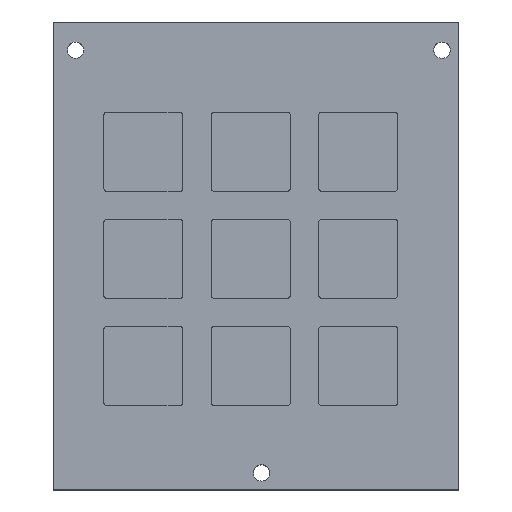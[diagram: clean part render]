
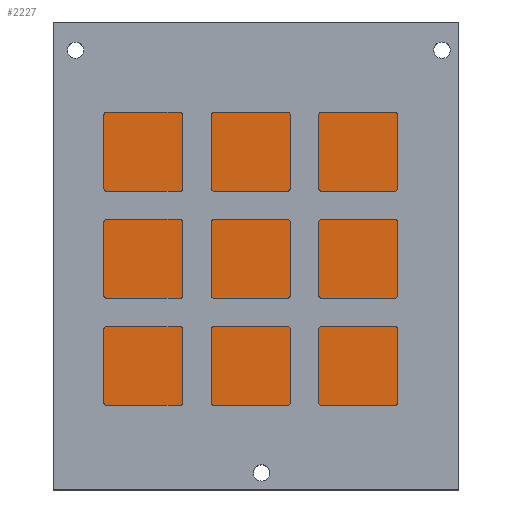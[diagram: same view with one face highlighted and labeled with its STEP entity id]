
A CAD part, top view. The second image highlights one B-rep face of the part: STEP entity #2227.
In plain terms, the highlighted planar face has unit normal (0, 0, 1).
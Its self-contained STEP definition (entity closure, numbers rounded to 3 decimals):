
#107=PLANE('',#2436);
#217=FACE_OUTER_BOUND('',#357,.T.);
#357=EDGE_LOOP('',(#2047,#2048,#2049,#2050,#2051,#2052));
#553=LINE('',#3618,#787);
#587=LINE('',#3685,#821);
#590=LINE('',#3691,#824);
#591=LINE('',#3693,#825);
#592=LINE('',#3695,#826);
#593=LINE('',#3696,#827);
#787=VECTOR('',#2986,10.);
#821=VECTOR('',#3038,10.);
#824=VECTOR('',#3045,10.);
#825=VECTOR('',#3046,10.);
#826=VECTOR('',#3047,10.);
#827=VECTOR('',#3048,10.);
#1100=VERTEX_POINT('',#3615);
#1101=VERTEX_POINT('',#3617);
#1125=VERTEX_POINT('',#3684);
#1126=VERTEX_POINT('',#3690);
#1127=VERTEX_POINT('',#3692);
#1128=VERTEX_POINT('',#3694);
#1401=EDGE_CURVE('',#1101,#1100,#553,.T.);
#1435=EDGE_CURVE('',#1125,#1101,#587,.T.);
#1438=EDGE_CURVE('',#1100,#1126,#590,.T.);
#1439=EDGE_CURVE('',#1126,#1127,#591,.T.);
#1440=EDGE_CURVE('',#1127,#1128,#592,.T.);
#1441=EDGE_CURVE('',#1128,#1125,#593,.T.);
#2047=ORIENTED_EDGE('',*,*,#1435,.T.);
#2048=ORIENTED_EDGE('',*,*,#1401,.T.);
#2049=ORIENTED_EDGE('',*,*,#1438,.T.);
#2050=ORIENTED_EDGE('',*,*,#1439,.T.);
#2051=ORIENTED_EDGE('',*,*,#1440,.T.);
#2052=ORIENTED_EDGE('',*,*,#1441,.T.);
#2227=ADVANCED_FACE('',(#217),#107,.T.);
#2436=AXIS2_PLACEMENT_3D('',#3689,#3043,#3044);
#2986=DIRECTION('',(-1.,0.,0.));
#3038=DIRECTION('',(0.,-1.,0.));
#3043=DIRECTION('center_axis',(0.,0.,1.));
#3044=DIRECTION('ref_axis',(1.,0.,0.));
#3045=DIRECTION('',(0.,-1.,0.));
#3046=DIRECTION('',(1.,0.,0.));
#3047=DIRECTION('',(0.,1.,0.));
#3048=DIRECTION('',(-1.,0.,0.));
#3615=CARTESIAN_POINT('',(-88.,240.523,3.));
#3617=CARTESIAN_POINT('',(-84.326,240.523,3.));
#3618=CARTESIAN_POINT('',(-70.163,240.523,3.));
#3684=CARTESIAN_POINT('',(-84.326,242.001,3.));
#3685=CARTESIAN_POINT('',(-84.326,229.25,3.));
#3689=CARTESIAN_POINT('Origin',(-56.,208.5,3.));
#3690=CARTESIAN_POINT('',(-88.,175.,3.));
#3691=CARTESIAN_POINT('',(-88.,191.75,3.));
#3692=CARTESIAN_POINT('',(-24.038,175.,3.));
#3693=CARTESIAN_POINT('',(-40.019,175.,3.));
#3694=CARTESIAN_POINT('',(-24.038,242.001,3.));
#3695=CARTESIAN_POINT('',(-24.038,225.25,3.));
#3696=CARTESIAN_POINT('',(-72.,242.001,3.));
